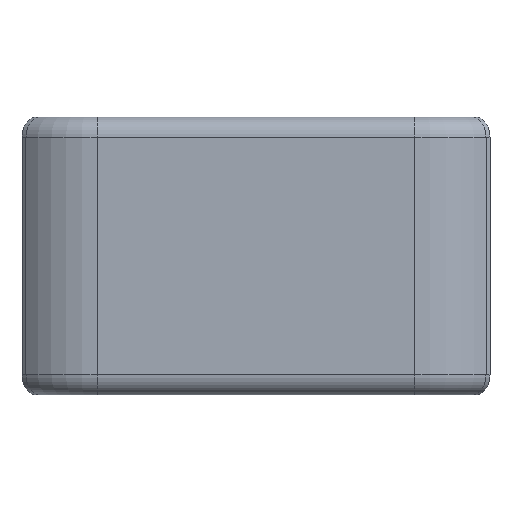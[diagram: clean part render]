
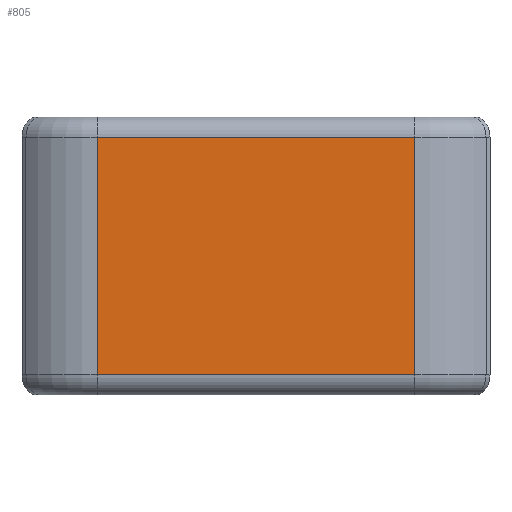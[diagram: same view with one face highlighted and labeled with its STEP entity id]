
A CAD part, front view. The second image highlights one B-rep face of the part: STEP entity #805.
In plain terms, the highlighted planar face has unit normal (0, -1, 0).
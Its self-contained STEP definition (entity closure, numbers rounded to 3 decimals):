
#16=PLANE($,#872);
#63=FACE_OUTER_BOUND($,#107,.T.);
#107=EDGE_LOOP($,(#621,#622,#623,#624));
#140=LINE($,#1151,#238);
#153=LINE($,#1201,#251);
#165=LINE($,#1229,#263);
#167=LINE($,#1232,#265);
#238=VECTOR($,#925,31.416);
#251=VECTOR($,#974,31.416);
#263=VECTOR($,#1000,23.5);
#265=VECTOR($,#1004,23.5);
#357=VERTEX_POINT($,#1141);
#359=VERTEX_POINT($,#1147);
#377=VERTEX_POINT($,#1193);
#379=VERTEX_POINT($,#1199);
#438=EDGE_CURVE($,#357,#359,#140,.T.);
#462=EDGE_CURVE($,#379,#377,#153,.T.);
#477=EDGE_CURVE($,#359,#379,#165,.T.);
#479=EDGE_CURVE($,#377,#357,#167,.T.);
#621=ORIENTED_EDGE($,*,*,#438,.F.);
#622=ORIENTED_EDGE($,*,*,#479,.F.);
#623=ORIENTED_EDGE($,*,*,#462,.F.);
#624=ORIENTED_EDGE($,*,*,#477,.F.);
#805=ADVANCED_FACE($,(#63),#16,.T.);
#872=AXIS2_PLACEMENT_3D($,#1231,#1002,#1003);
#925=DIRECTION($,(-1.,0.,0.));
#974=DIRECTION($,(1.,0.,0.));
#1000=DIRECTION($,(0.,0.,1.));
#1002=DIRECTION('center_axis',(0.,-1.,0.));
#1003=DIRECTION('ref_axis',(0.,0.,-1.));
#1004=DIRECTION($,(0.,0.,-1.));
#1141=CARTESIAN_POINT('',(35.558,0.,2.));
#1147=CARTESIAN_POINT('',(4.142,0.,2.));
#1151=CARTESIAN_POINT($,(29.775,0.,2.));
#1193=CARTESIAN_POINT('',(35.558,0.,25.5));
#1199=CARTESIAN_POINT('',(4.142,0.,25.5));
#1201=CARTESIAN_POINT($,(29.775,0.,25.5));
#1229=CARTESIAN_POINT($,(4.142,0.,0.));
#1231=CARTESIAN_POINT('Origin',(39.7,0.,0.));
#1232=CARTESIAN_POINT($,(35.558,0.,0.));
